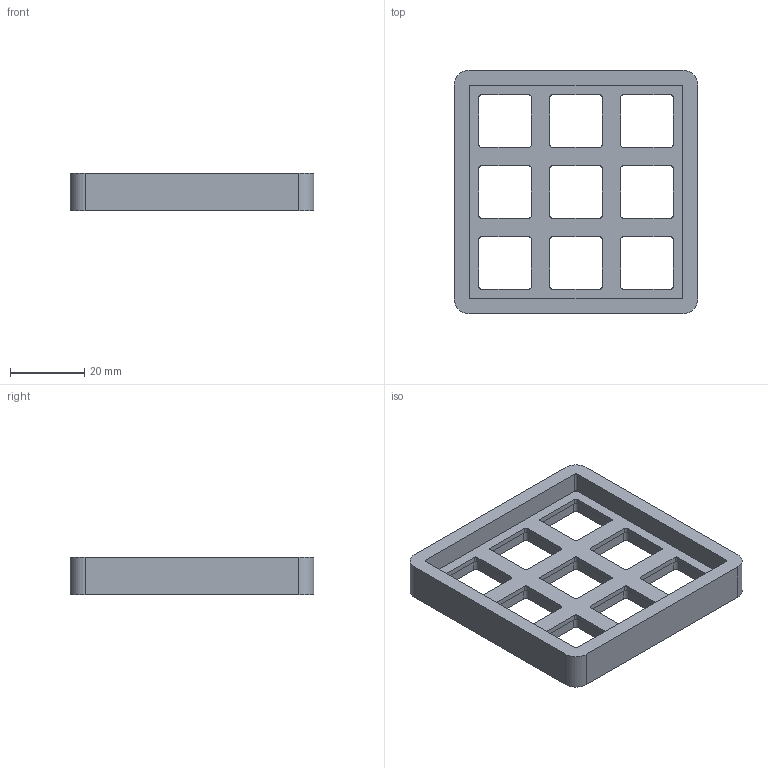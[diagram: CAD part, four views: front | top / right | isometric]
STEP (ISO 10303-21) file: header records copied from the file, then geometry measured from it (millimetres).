
FILE_DESCRIPTION(/* description */ (''),/* implementation_level */ '2;1');
FILE_NAME(/* name */ 'VOID9 Redux - Top - Flat.step',/* time_stamp */ '2023-06-13T13:26:41+03:00',/* author */ (''),/* organization */ (''),/* preprocessor_version */ 'ST-DEVELOPER v19.2',/* originating_system */ 'Autodesk Translation Framework v12.6.0.85',/* authorisation */ '');
FILE_SCHEMA (('AUTOMOTIVE_DESIGN { 1 0 10303 214 3 1 1 }'));
Length unit declared in the file: millimetre
Products named in the file (1): VOID9 Redux
Bounding box: 65.4 x 65.4 x 10 mm (x, y, z)
Volume: 14201.4 mm3; surface area: 12544.9 mm2
Topology: 1 solids, 1 shells, 200 faces, 540 edges, 360 vertices
Faces by surface type: plane 108, cylinder 92
Full cylindrical faces by diameter (mm): 3.5 x4
Entity records: 6386 total; most frequent: DIRECTION 1126, CARTESIAN_POINT 1101, ORIENTED_EDGE 1080, EDGE_CURVE 540, AXIS2_PLACEMENT_3D 385, VERTEX_POINT 360, LINE 356, VECTOR 356
